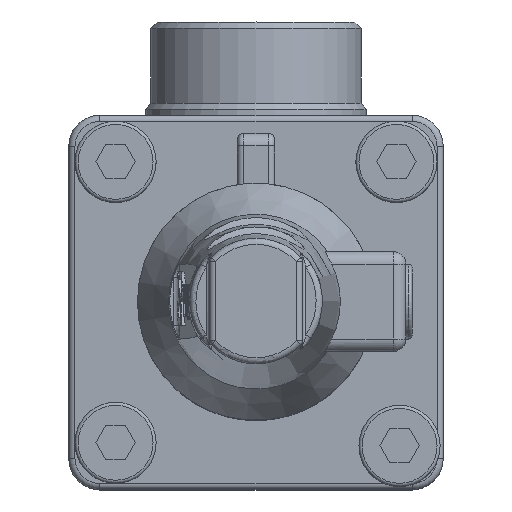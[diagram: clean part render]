
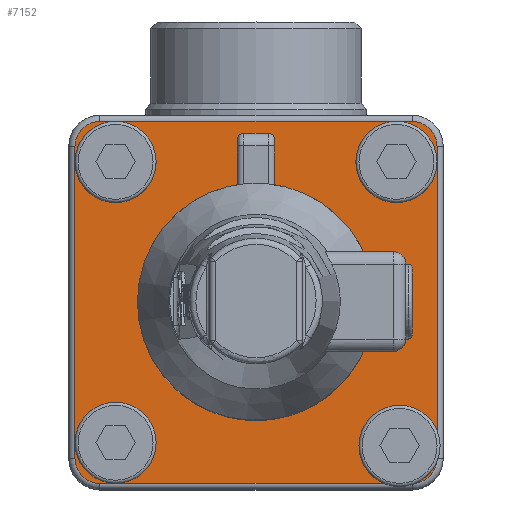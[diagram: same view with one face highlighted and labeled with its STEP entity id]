
A CAD part, top view. The second image highlights one B-rep face of the part: STEP entity #7152.
In plain terms, the highlighted planar face has unit normal (0, 0, 1).
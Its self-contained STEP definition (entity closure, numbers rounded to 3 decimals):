
#6900=CARTESIAN_POINT('',(18.,22.5,11.));
#6901=VERTEX_POINT('',#6900);
#6916=CARTESIAN_POINT('',(22.5,22.5,11.));
#6917=DIRECTION('',(0.,0.,1.));
#6918=DIRECTION('',(-1.,0.,0.));
#6919=AXIS2_PLACEMENT_3D('',#6916,#6917,#6918);
#6920=CIRCLE('',#6919,4.5);
#6921=EDGE_CURVE('',#6901,#6901,#6920,.T.);
#6933=CARTESIAN_POINT('',(-27.,-22.5,11.));
#6934=VERTEX_POINT('',#6933);
#6949=CARTESIAN_POINT('',(-22.5,-22.5,11.));
#6950=DIRECTION('',(0.,0.,1.));
#6951=DIRECTION('',(-1.,0.,0.));
#6952=AXIS2_PLACEMENT_3D('',#6949,#6950,#6951);
#6953=CIRCLE('',#6952,4.5);
#6954=EDGE_CURVE('',#6934,#6934,#6953,.T.);
#6966=CARTESIAN_POINT('',(18.,-22.5,11.));
#6967=VERTEX_POINT('',#6966);
#6982=CARTESIAN_POINT('',(22.5,-22.5,11.));
#6983=DIRECTION('',(0.,0.,1.));
#6984=DIRECTION('',(-1.,0.,0.));
#6985=AXIS2_PLACEMENT_3D('',#6982,#6983,#6984);
#6986=CIRCLE('',#6985,4.5);
#6987=EDGE_CURVE('',#6967,#6967,#6986,.T.);
#7039=CARTESIAN_POINT('',(-27.,22.5,11.));
#7040=VERTEX_POINT('',#7039);
#7055=CARTESIAN_POINT('',(-22.5,22.5,11.));
#7056=DIRECTION('',(0.,0.,1.));
#7057=DIRECTION('',(-1.,0.,0.));
#7058=AXIS2_PLACEMENT_3D('',#7055,#7056,#7057);
#7059=CIRCLE('',#7058,4.5);
#7060=EDGE_CURVE('',#7040,#7040,#7059,.T.);
#7065=CARTESIAN_POINT('',(0.,0.,11.));
#7066=DIRECTION('',(0.,0.,1.));
#7067=DIRECTION('',(-1.,0.,0.));
#7068=AXIS2_PLACEMENT_3D('',#7065,#7066,#7067);
#7069=PLANE('',#7068);
#7070=CARTESIAN_POINT('',(-25.,29.,11.));
#7071=VERTEX_POINT('',#7070);
#7072=CARTESIAN_POINT('',(-29.,25.,11.));
#7073=VERTEX_POINT('',#7072);
#7074=CARTESIAN_POINT('',(-25.,25.,11.));
#7075=DIRECTION('',(0.,0.,1.));
#7076=DIRECTION('',(1.,0.,-0.));
#7077=AXIS2_PLACEMENT_3D('',#7074,#7075,#7076);
#7078=CIRCLE('',#7077,4.);
#7079=EDGE_CURVE('',#7071,#7073,#7078,.T.);
#7080=ORIENTED_EDGE('',*,*,#7079,.T.);
#7081=CARTESIAN_POINT('',(-29.,-25.,11.));
#7082=VERTEX_POINT('',#7081);
#7083=CARTESIAN_POINT('',(-29.,25.,11.));
#7084=DIRECTION('',(-0.,-1.,-0.));
#7085=VECTOR('',#7084,50.);
#7086=LINE('',#7083,#7085);
#7087=EDGE_CURVE('',#7073,#7082,#7086,.T.);
#7088=ORIENTED_EDGE('',*,*,#7087,.T.);
#7089=CARTESIAN_POINT('',(-25.,-29.,11.));
#7090=VERTEX_POINT('',#7089);
#7091=CARTESIAN_POINT('',(-25.,-25.,11.));
#7092=DIRECTION('',(0.,0.,1.));
#7093=DIRECTION('',(1.,0.,-0.));
#7094=AXIS2_PLACEMENT_3D('',#7091,#7092,#7093);
#7095=CIRCLE('',#7094,4.);
#7096=EDGE_CURVE('',#7082,#7090,#7095,.T.);
#7097=ORIENTED_EDGE('',*,*,#7096,.T.);
#7098=CARTESIAN_POINT('',(25.,-29.,11.));
#7099=VERTEX_POINT('',#7098);
#7100=CARTESIAN_POINT('',(-25.,-29.,11.));
#7101=DIRECTION('',(1.,-0.,-0.));
#7102=VECTOR('',#7101,50.);
#7103=LINE('',#7100,#7102);
#7104=EDGE_CURVE('',#7090,#7099,#7103,.T.);
#7105=ORIENTED_EDGE('',*,*,#7104,.T.);
#7106=CARTESIAN_POINT('',(29.,-25.,11.));
#7107=VERTEX_POINT('',#7106);
#7108=CARTESIAN_POINT('',(25.,-25.,11.));
#7109=DIRECTION('',(0.,0.,1.));
#7110=DIRECTION('',(1.,0.,-0.));
#7111=AXIS2_PLACEMENT_3D('',#7108,#7109,#7110);
#7112=CIRCLE('',#7111,4.);
#7113=EDGE_CURVE('',#7099,#7107,#7112,.T.);
#7114=ORIENTED_EDGE('',*,*,#7113,.T.);
#7115=CARTESIAN_POINT('',(29.,25.,11.));
#7116=VERTEX_POINT('',#7115);
#7117=CARTESIAN_POINT('',(29.,-25.,11.));
#7118=DIRECTION('',(-0.,1.,-0.));
#7119=VECTOR('',#7118,50.);
#7120=LINE('',#7117,#7119);
#7121=EDGE_CURVE('',#7107,#7116,#7120,.T.);
#7122=ORIENTED_EDGE('',*,*,#7121,.T.);
#7123=CARTESIAN_POINT('',(25.,29.,11.));
#7124=VERTEX_POINT('',#7123);
#7125=CARTESIAN_POINT('',(25.,25.,11.));
#7126=DIRECTION('',(0.,0.,1.));
#7127=DIRECTION('',(1.,0.,-0.));
#7128=AXIS2_PLACEMENT_3D('',#7125,#7126,#7127);
#7129=CIRCLE('',#7128,4.);
#7130=EDGE_CURVE('',#7116,#7124,#7129,.T.);
#7131=ORIENTED_EDGE('',*,*,#7130,.T.);
#7132=CARTESIAN_POINT('',(25.,29.,11.));
#7133=DIRECTION('',(-1.,-0.,0.));
#7134=VECTOR('',#7133,50.);
#7135=LINE('',#7132,#7134);
#7136=EDGE_CURVE('',#7124,#7071,#7135,.T.);
#7137=ORIENTED_EDGE('',*,*,#7136,.T.);
#7138=EDGE_LOOP('',(#7080,#7088,#7097,#7105,#7114,#7122,#7131,#7137));
#7139=FACE_BOUND('',#7138,.T.);
#7140=ORIENTED_EDGE('',*,*,#6987,.F.);
#7141=EDGE_LOOP('',(#7140));
#7142=FACE_BOUND('',#7141,.T.);
#7143=ORIENTED_EDGE('',*,*,#6954,.F.);
#7144=EDGE_LOOP('',(#7143));
#7145=FACE_BOUND('',#7144,.T.);
#7146=ORIENTED_EDGE('',*,*,#6921,.F.);
#7147=EDGE_LOOP('',(#7146));
#7148=FACE_BOUND('',#7147,.T.);
#7149=ORIENTED_EDGE('',*,*,#7060,.F.);
#7150=EDGE_LOOP('',(#7149));
#7151=FACE_BOUND('',#7150,.T.);
#7152=ADVANCED_FACE('',(#7139,#7142,#7145,#7148,#7151),#7069,.T.);
